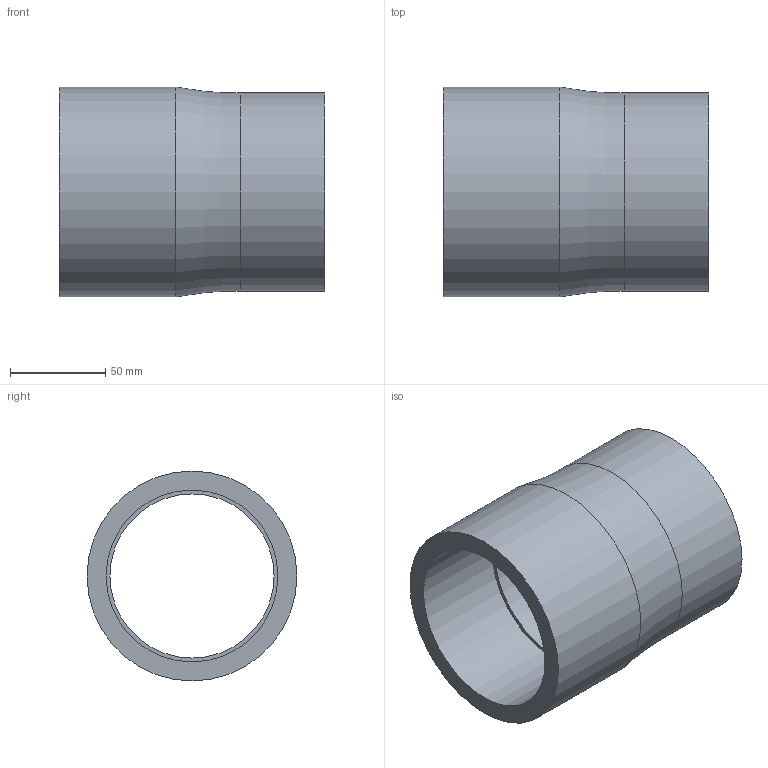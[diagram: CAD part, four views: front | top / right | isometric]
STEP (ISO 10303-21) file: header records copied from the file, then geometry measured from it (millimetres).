
FILE_DESCRIPTION(/* description */ (''),/* implementation_level */ '2;1');
FILE_NAME(/* name */ 'RIV110090090.ipt.stp',/* time_stamp */ '2014-05-27T15:25:11+02:00',/* author */ ('bfaro'),/* organization */ (''),/* preprocessor_version */ 'ST-DEVELOPER v15.2',/* originating_system */ 'Autodesk Inventor 2014',/* authorisation */ '');
FILE_SCHEMA (('AUTOMOTIVE_DESIGN { 1 0 10303 214 3 1 1 }'));
Length unit declared in the file: millimetre
Products named in the file (1): RIV110090090
Bounding box: 139 x 110 x 110 mm (x, y, z)
Volume: 388259.1 mm3; surface area: 92034.8 mm2
Topology: 1 solids, 1 shells, 10 faces, 18 edges, 12 vertices
Faces by surface type: cylinder 5, plane 4, torus 1
Full cylindrical faces by diameter (mm): 86 x1, 90 x2, 104 x1, 110 x1
Entity records: 229 total; most frequent: DIRECTION 42, CARTESIAN_POINT 31, AXIS2_PLACEMENT_3D 21, EDGE_LOOP 20, ORIENTED_EDGE 20, FACE_BOUND 12, CIRCLE 10, VERTEX_POINT 10
